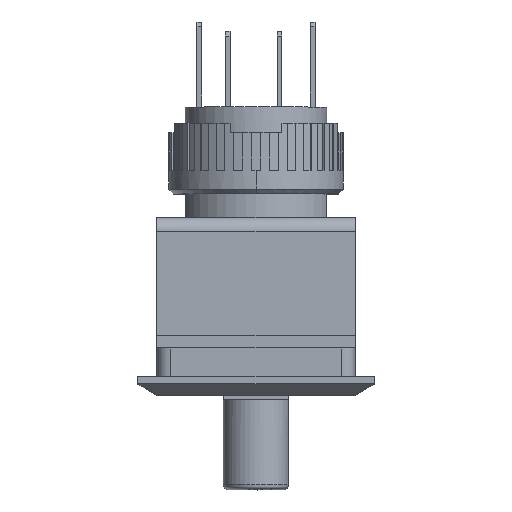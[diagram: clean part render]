
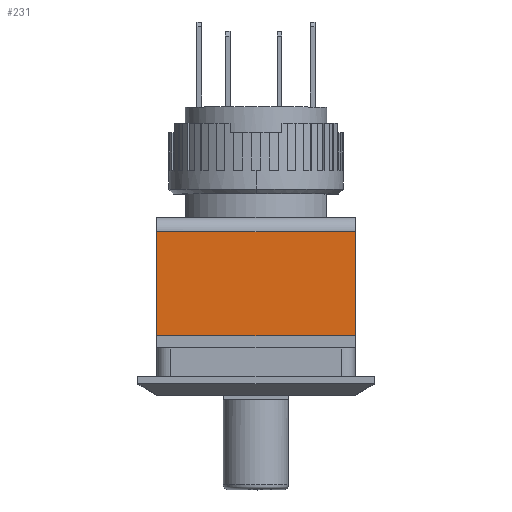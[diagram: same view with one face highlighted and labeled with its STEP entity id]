
A CAD part, top view. The second image highlights one B-rep face of the part: STEP entity #231.
In plain terms, the highlighted free-form (B-spline) face has degree [1, 1] with [2, 2] control points.
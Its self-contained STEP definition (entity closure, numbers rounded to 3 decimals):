
#231=ADVANCED_FACE('',(#581),#12278,.T.);
#581=FACE_OUTER_BOUND('',#932,.T.);
#932=EDGE_LOOP('',(#2076,#2077,#2078,#2079));
#2076=ORIENTED_EDGE('',*,*,#10553,.F.);
#2077=ORIENTED_EDGE('',*,*,#10538,.F.);
#2078=ORIENTED_EDGE('',*,*,#10548,.F.);
#2079=ORIENTED_EDGE('',*,*,#10564,.T.);
#3897=PCURVE('',#12274,#5769);
#3912=PCURVE('',#12275,#5784);
#3923=PCURVE('',#12276,#5795);
#3948=PCURVE('',#12278,#5820);
#3949=PCURVE('',#12278,#5821);
#3950=PCURVE('',#12278,#5822);
#3951=PCURVE('',#12278,#5823);
#3960=PCURVE('',#12070,#5832);
#5769=DEFINITIONAL_REPRESENTATION('',(#7924),#23983);
#5784=DEFINITIONAL_REPRESENTATION('',(#7946),#23983);
#5795=DEFINITIONAL_REPRESENTATION('',(#7960),#23983);
#5820=DEFINITIONAL_REPRESENTATION('',(#7992),#23983);
#5821=DEFINITIONAL_REPRESENTATION('',(#7993),#23983);
#5822=DEFINITIONAL_REPRESENTATION('',(#7994),#23983);
#5823=DEFINITIONAL_REPRESENTATION('',(#7996),#23983);
#5832=DEFINITIONAL_REPRESENTATION('',(#8005),#23983);
#7923=B_SPLINE_CURVE_WITH_KNOTS('',1,(#16852,#16853),.UNSPECIFIED.,.F.,
 .F.,(2,2),(0.,21.),.UNSPECIFIED.);
#7924=B_SPLINE_CURVE_WITH_KNOTS('',1,(#16854,#16855),.UNSPECIFIED.,.F.,
 .F.,(2,2),(0.,21.),.UNSPECIFIED.);
#7945=B_SPLINE_CURVE_WITH_KNOTS('',1,(#17155,#17156),.UNSPECIFIED.,.F.,
 .F.,(2,2),(-11.,0.),.UNSPECIFIED.);
#7946=B_SPLINE_CURVE_WITH_KNOTS('',1,(#17157,#17158),.UNSPECIFIED.,.F.,
 .F.,(2,2),(-11.,0.),.UNSPECIFIED.);
#7959=B_SPLINE_CURVE_WITH_KNOTS('',1,(#17289,#17290),.UNSPECIFIED.,.F.,
 .F.,(2,2),(0.,11.),.UNSPECIFIED.);
#7960=B_SPLINE_CURVE_WITH_KNOTS('',1,(#17291,#17292),.UNSPECIFIED.,.F.,
 .F.,(2,2),(0.,11.),.UNSPECIFIED.);
#7992=B_SPLINE_CURVE_WITH_KNOTS('',1,(#17622,#17623),.UNSPECIFIED.,.F.,
 .F.,(2,2),(0.,11.),.UNSPECIFIED.);
#7993=B_SPLINE_CURVE_WITH_KNOTS('',1,(#17624,#17625),.UNSPECIFIED.,.F.,
 .F.,(2,2),(0.,21.),.UNSPECIFIED.);
#7994=B_SPLINE_CURVE_WITH_KNOTS('',1,(#17626,#17627),.UNSPECIFIED.,.F.,
 .F.,(2,2),(-11.,0.),.UNSPECIFIED.);
#7995=B_SPLINE_CURVE_WITH_KNOTS('',1,(#17628,#17629),.UNSPECIFIED.,.F.,
 .F.,(2,2),(-21.,0.),.UNSPECIFIED.);
#7996=B_SPLINE_CURVE_WITH_KNOTS('',3,(#17630,#17631,#17632,#17633),
 .UNSPECIFIED.,.F.,.F.,(4,4),(-21.,0.),.UNSPECIFIED.);
#8005=B_SPLINE_CURVE_WITH_KNOTS('',1,(#17680,#17681),.UNSPECIFIED.,.F.,
 .F.,(2,2),(-21.,0.),.UNSPECIFIED.);
#9602=SURFACE_CURVE('',#7923,(#3897,#3949),.PCURVE_S1.);
#9612=SURFACE_CURVE('',#7945,(#3912,#3950),.PCURVE_S1.);
#9617=SURFACE_CURVE('',#7959,(#3923,#3948),.PCURVE_S1.);
#9628=SURFACE_CURVE('',#7995,(#3951,#3960),.PCURVE_S1.);
#10538=EDGE_CURVE('',#11730,#11731,#9602,.T.);
#10548=EDGE_CURVE('',#11750,#11730,#9612,.T.);
#10553=EDGE_CURVE('',#11731,#11751,#9617,.T.);
#10564=EDGE_CURVE('',#11750,#11751,#9628,.T.);
#11730=VERTEX_POINT('',#16690);
#11731=VERTEX_POINT('',#16691);
#11750=VERTEX_POINT('',#16710);
#11751=VERTEX_POINT('',#16711);
#12070=(
BOUNDED_SURFACE()
B_SPLINE_SURFACE(1,2,((#16614,#16615,#16616),(#16617,#16618,#16619)),
 .UNSPECIFIED.,.F.,.F.,.F.)
B_SPLINE_SURFACE_WITH_KNOTS((2,2),(3,3),(-1.5,22.5),(0.,2.356),
 .UNSPECIFIED.)
GEOMETRIC_REPRESENTATION_ITEM()
RATIONAL_B_SPLINE_SURFACE(((1.,0.707,1.),(1.,0.707,
1.)))
REPRESENTATION_ITEM('')
SURFACE()
);
#12274=B_SPLINE_SURFACE_WITH_KNOTS('',1,1,((#16578,#16579),(#16580,#16581)),
 .UNSPECIFIED.,.F.,.F.,.F.,(2,2),(2,2),(101.4,101.6),(0.,21.),
 .UNSPECIFIED.);
#12275=B_SPLINE_SURFACE_WITH_KNOTS('',1,1,((#16582,#16583),(#16584,#16585)),
 .UNSPECIFIED.,.F.,.F.,.F.,(2,2),(2,2),(-1.3,12.5),(-24.8,
0.2),.UNSPECIFIED.);
#12276=B_SPLINE_SURFACE_WITH_KNOTS('',1,1,((#16586,#16587),(#16588,#16589)),
 .UNSPECIFIED.,.F.,.F.,.F.,(2,2),(2,2),(-24.8,0.2),(-1.3,
12.5),.UNSPECIFIED.);
#12278=B_SPLINE_SURFACE_WITH_KNOTS('',1,1,((#16606,#16607),(#16608,#16609)),
 .UNSPECIFIED.,.F.,.F.,.F.,(2,2),(2,2),(0.,12.5),(0.,21.),.UNSPECIFIED.);
#16578=CARTESIAN_POINT('',(10.5,4.3,12.5));
#16579=CARTESIAN_POINT('',(-10.5,4.3,12.5));
#16580=CARTESIAN_POINT('',(10.5,4.3,12.3));
#16581=CARTESIAN_POINT('',(-10.5,4.3,12.3));
#16582=CARTESIAN_POINT('',(10.5,3.,-12.5));
#16583=CARTESIAN_POINT('',(10.5,3.,12.5));
#16584=CARTESIAN_POINT('',(10.5,16.8,-12.5));
#16585=CARTESIAN_POINT('',(10.5,16.8,12.5));
#16586=CARTESIAN_POINT('',(-10.5,3.,-12.5));
#16587=CARTESIAN_POINT('',(-10.5,16.8,-12.5));
#16588=CARTESIAN_POINT('',(-10.5,3.,12.5));
#16589=CARTESIAN_POINT('',(-10.5,16.8,12.5));
#16606=CARTESIAN_POINT('',(10.5,4.3,12.3));
#16607=CARTESIAN_POINT('',(-10.5,4.3,12.3));
#16608=CARTESIAN_POINT('',(10.5,16.8,12.3));
#16609=CARTESIAN_POINT('',(-10.5,16.8,12.3));
#16614=CARTESIAN_POINT('',(-12.,15.3,12.3));
#16615=CARTESIAN_POINT('',(-12.,16.8,12.3));
#16616=CARTESIAN_POINT('',(-12.,16.8,10.8));
#16617=CARTESIAN_POINT('',(12.,15.3,12.3));
#16618=CARTESIAN_POINT('',(12.,16.8,12.3));
#16619=CARTESIAN_POINT('',(12.,16.8,10.8));
#16690=CARTESIAN_POINT('',(10.5,4.3,12.3));
#16691=CARTESIAN_POINT('',(-10.5,4.3,12.3));
#16710=CARTESIAN_POINT('',(10.5,15.3,12.3));
#16711=CARTESIAN_POINT('',(-10.5,15.3,12.3));
#16852=CARTESIAN_POINT('',(10.5,4.3,12.3));
#16853=CARTESIAN_POINT('',(-10.5,4.3,12.3));
#16854=CARTESIAN_POINT('',(101.6,0.));
#16855=CARTESIAN_POINT('',(101.6,21.));
#17155=CARTESIAN_POINT('',(10.5,15.3,12.3));
#17156=CARTESIAN_POINT('',(10.5,4.3,12.3));
#17157=CARTESIAN_POINT('',(11.,0.));
#17158=CARTESIAN_POINT('',(0.,0.));
#17289=CARTESIAN_POINT('',(-10.5,4.3,12.3));
#17290=CARTESIAN_POINT('',(-10.5,15.3,12.3));
#17291=CARTESIAN_POINT('',(0.,0.));
#17292=CARTESIAN_POINT('',(0.,11.));
#17622=CARTESIAN_POINT('',(0.,21.));
#17623=CARTESIAN_POINT('',(11.,21.));
#17624=CARTESIAN_POINT('',(0.,0.));
#17625=CARTESIAN_POINT('',(0.,21.));
#17626=CARTESIAN_POINT('',(11.,0.));
#17627=CARTESIAN_POINT('',(0.,0.));
#17628=CARTESIAN_POINT('',(10.5,15.3,12.3));
#17629=CARTESIAN_POINT('',(-10.5,15.3,12.3));
#17630=CARTESIAN_POINT('',(11.,0.));
#17631=CARTESIAN_POINT('',(11.,7.));
#17632=CARTESIAN_POINT('',(11.,14.));
#17633=CARTESIAN_POINT('',(11.,21.));
#17680=CARTESIAN_POINT('',(21.,0.));
#17681=CARTESIAN_POINT('',(0.,0.));
#23983=(
GEOMETRIC_REPRESENTATION_CONTEXT(2)
PARAMETRIC_REPRESENTATION_CONTEXT()
REPRESENTATION_CONTEXT('pspace','')
);
